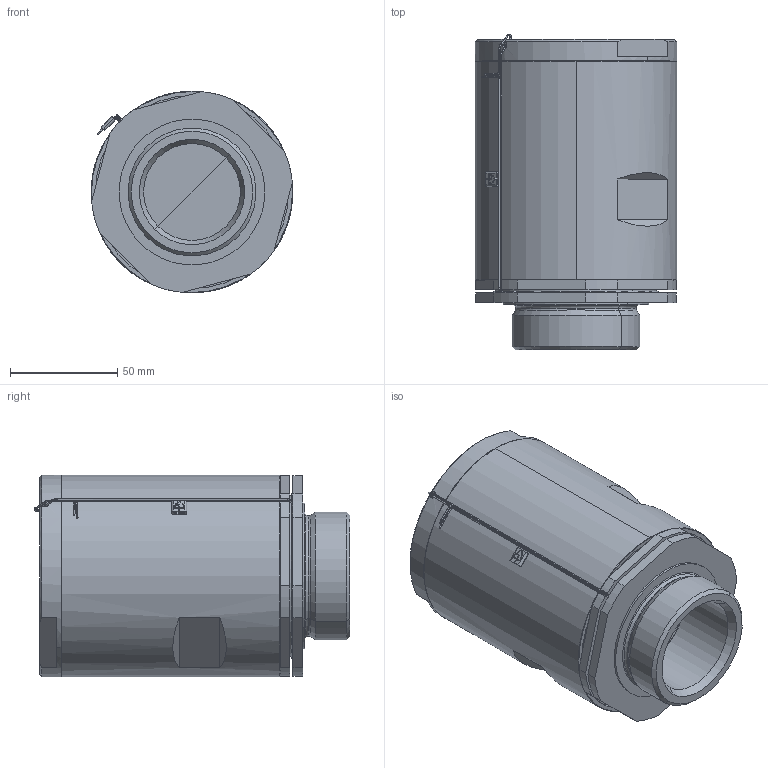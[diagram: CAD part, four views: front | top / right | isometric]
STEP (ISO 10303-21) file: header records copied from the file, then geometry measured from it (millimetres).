
FILE_DESCRIPTION (( 'STEP AP214' ), '1' );
FILE_NAME ('1940-50-M-F-50-40.STEP', '2023-05-24T14:16:38', ( '' ), ( '' ), 'SwSTEP 2.0', 'SolidWorks 2022', '' );
FILE_SCHEMA (( 'AUTOMOTIVE_DESIGN' ));
Length unit declared in the file: millimetre
Products named in the file (1): 1940-50-M-F-50-40
Bounding box: 94 x 147.02 x 94 mm (x, y, z)
Volume: 325713.3 mm3; surface area: 122214.5 mm2
Topology: 5 solids, 5 shells, 228 faces, 537 edges, 331 vertices
Faces by surface type: plane 82, cylinder 69, bspline 40, cone 27, torus 10
Entity records: 10671 total; most frequent: CARTESIAN_POINT 2957, DIRECTION 1077, ORIENTED_EDGE 1074, EDGE_CURVE 537, AXIS2_PLACEMENT_3D 405, VERTEX_POINT 331, LINE 267, VECTOR 267
